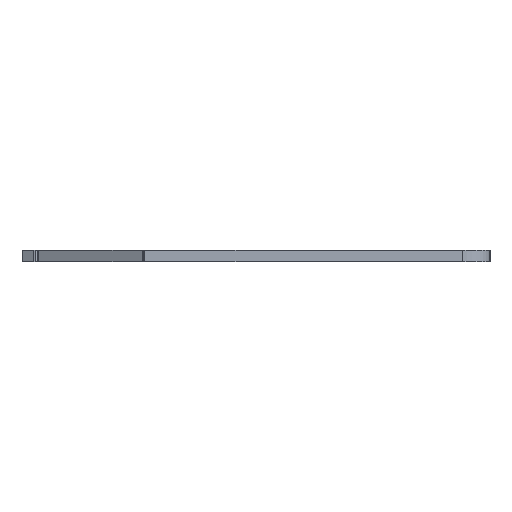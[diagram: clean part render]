
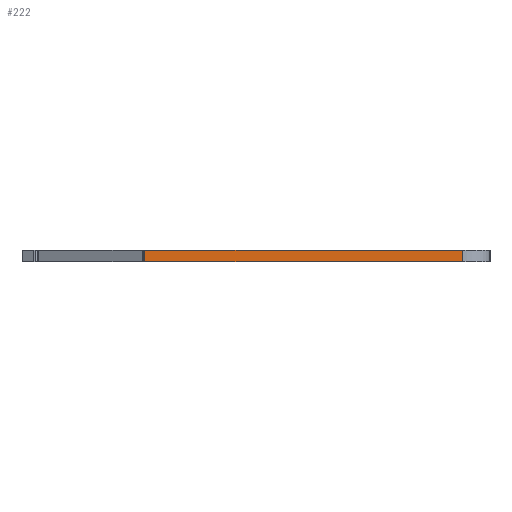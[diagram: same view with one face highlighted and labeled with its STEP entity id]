
A CAD part, left-side view. The second image highlights one B-rep face of the part: STEP entity #222.
In plain terms, the highlighted planar face has unit normal (-1, 0, 0).
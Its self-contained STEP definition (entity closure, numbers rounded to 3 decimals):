
#117 = LINE ( 'NONE', #321, #121 ) ;
#120 = LINE ( 'NONE', #314, #469 ) ;
#121 = VECTOR ( 'NONE', #338, 1000. ) ;
#150 = VECTOR ( 'NONE', #423, 1000. ) ;
#155 = LINE ( 'NONE', #437, #150 ) ;
#202 = VECTOR ( 'NONE', #689, 1000. ) ;
#204 = LINE ( 'NONE', #717, #202 ) ;
#222 = ADVANCED_FACE ( 'NONE', ( #275 ), #631, .T. ) ;
#275 = FACE_OUTER_BOUND ( 'NONE', #327, .T. ) ;
#308 = DIRECTION ( 'NONE',  ( 0., -1., 0. ) ) ;
#314 = CARTESIAN_POINT ( 'NONE',  ( -26.3, 0.184, 1.2 ) ) ;
#321 = CARTESIAN_POINT ( 'NONE',  ( -26.3, -0.068, -8.8 ) ) ;
#327 = EDGE_LOOP ( 'NONE', ( #498, #499, #504, #507 ) ) ;
#338 = DIRECTION ( 'NONE',  ( 0., 0., -1. ) ) ;
#423 = DIRECTION ( 'NONE',  ( 0., -1., 0. ) ) ;
#437 = CARTESIAN_POINT ( 'NONE',  ( -26.3, -0.068, 0. ) ) ;
#464 = CARTESIAN_POINT ( 'NONE',  ( -26.3, -0.068, 1.2 ) ) ;
#469 = VECTOR ( 'NONE', #308, 1000. ) ;
#489 = DIRECTION ( 'NONE',  ( -1., 0., 0. ) ) ;
#495 = DIRECTION ( 'NONE',  ( 0., -1., 0. ) ) ;
#498 = ORIENTED_EDGE ( 'NONE', *, *, #795, .F. ) ;
#499 = ORIENTED_EDGE ( 'NONE', *, *, #794, .T. ) ;
#504 = ORIENTED_EDGE ( 'NONE', *, *, #731, .T. ) ;
#507 = ORIENTED_EDGE ( 'NONE', *, *, #637, .F. ) ;
#534 = CARTESIAN_POINT ( 'NONE',  ( -26.3, -0.068, -8.8 ) ) ;
#555 = CARTESIAN_POINT ( 'NONE',  ( -26.3, -32.355, 1.2 ) ) ;
#587 = AXIS2_PLACEMENT_3D ( 'NONE', #534, #489, #495 ) ;
#631 = PLANE ( 'NONE',  #587 ) ;
#637 = EDGE_CURVE ( 'NONE', #691, #645, #204, .T. ) ;
#645 = VERTEX_POINT ( 'NONE', #688 ) ;
#649 = VERTEX_POINT ( 'NONE', #677 ) ;
#677 = CARTESIAN_POINT ( 'NONE',  ( -26.3, -0.068, 0. ) ) ;
#688 = CARTESIAN_POINT ( 'NONE',  ( -26.3, -32.355, 0. ) ) ;
#689 = DIRECTION ( 'NONE',  ( 0., 0., -1. ) ) ;
#691 = VERTEX_POINT ( 'NONE', #555 ) ;
#715 = VERTEX_POINT ( 'NONE', #464 ) ;
#717 = CARTESIAN_POINT ( 'NONE',  ( -26.3, -32.355, -8.8 ) ) ;
#731 = EDGE_CURVE ( 'NONE', #649, #645, #155, .T. ) ;
#794 = EDGE_CURVE ( 'NONE', #715, #649, #117, .T. ) ;
#795 = EDGE_CURVE ( 'NONE', #715, #691, #120, .T. ) ;
